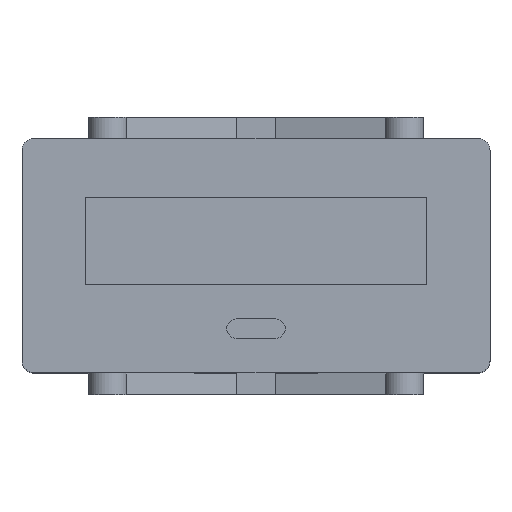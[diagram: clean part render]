
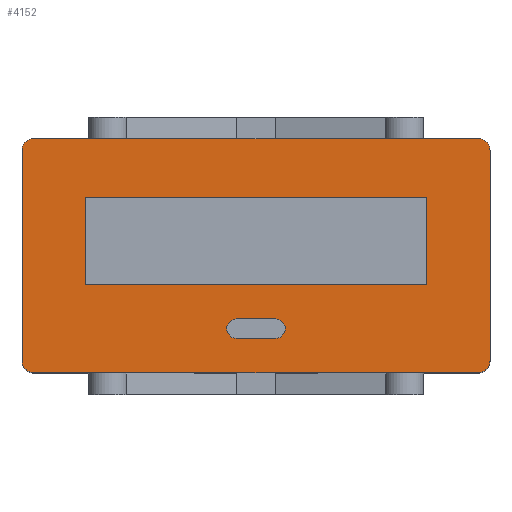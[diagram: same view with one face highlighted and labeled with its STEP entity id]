
A CAD part, top view. The second image highlights one B-rep face of the part: STEP entity #4152.
In plain terms, the highlighted planar face has unit normal (0, 0, 1).
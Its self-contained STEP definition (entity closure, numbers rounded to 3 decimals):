
#28=CIRCLE('',#4325,1.2);
#30=CIRCLE('',#4329,1.2);
#32=CIRCLE('',#4333,1.2);
#34=CIRCLE('',#4337,1.2);
#36=CIRCLE('',#4340,1.);
#37=CIRCLE('',#4341,1.);
#258=ORIENTED_EDGE('',*,*,#1092,.F.);
#259=ORIENTED_EDGE('',*,*,#1093,.F.);
#260=ORIENTED_EDGE('',*,*,#1094,.F.);
#261=ORIENTED_EDGE('',*,*,#1095,.F.);
#262=ORIENTED_EDGE('',*,*,#1096,.F.);
#263=ORIENTED_EDGE('',*,*,#1097,.F.);
#264=ORIENTED_EDGE('',*,*,#1098,.F.);
#265=ORIENTED_EDGE('',*,*,#1099,.F.);
#266=ORIENTED_EDGE('',*,*,#1068,.T.);
#267=ORIENTED_EDGE('',*,*,#1072,.T.);
#268=ORIENTED_EDGE('',*,*,#1075,.T.);
#269=ORIENTED_EDGE('',*,*,#1078,.T.);
#270=ORIENTED_EDGE('',*,*,#1081,.T.);
#271=ORIENTED_EDGE('',*,*,#1084,.T.);
#272=ORIENTED_EDGE('',*,*,#1087,.T.);
#273=ORIENTED_EDGE('',*,*,#1090,.T.);
#1068=EDGE_CURVE('',#1478,#1479,#1774,.T.);
#1072=EDGE_CURVE('',#1479,#1482,#28,.T.);
#1075=EDGE_CURVE('',#1482,#1484,#1779,.T.);
#1078=EDGE_CURVE('',#1484,#1486,#30,.T.);
#1081=EDGE_CURVE('',#1486,#1488,#1783,.T.);
#1084=EDGE_CURVE('',#1488,#1490,#32,.T.);
#1087=EDGE_CURVE('',#1490,#1492,#1787,.T.);
#1090=EDGE_CURVE('',#1492,#1478,#34,.T.);
#1092=EDGE_CURVE('',#1494,#1495,#36,.T.);
#1093=EDGE_CURVE('',#1496,#1494,#1790,.T.);
#1094=EDGE_CURVE('',#1497,#1496,#37,.T.);
#1095=EDGE_CURVE('',#1495,#1497,#1791,.T.);
#1096=EDGE_CURVE('',#1498,#1499,#1792,.T.);
#1097=EDGE_CURVE('',#1500,#1498,#1793,.T.);
#1098=EDGE_CURVE('',#1501,#1500,#1794,.T.);
#1099=EDGE_CURVE('',#1499,#1501,#1795,.T.);
#1478=VERTEX_POINT('',#5552);
#1479=VERTEX_POINT('',#5553);
#1482=VERTEX_POINT('',#5561);
#1484=VERTEX_POINT('',#5567);
#1486=VERTEX_POINT('',#5573);
#1488=VERTEX_POINT('',#5579);
#1490=VERTEX_POINT('',#5585);
#1492=VERTEX_POINT('',#5591);
#1494=VERTEX_POINT('',#5600);
#1495=VERTEX_POINT('',#5601);
#1496=VERTEX_POINT('',#5603);
#1497=VERTEX_POINT('',#5605);
#1498=VERTEX_POINT('',#5608);
#1499=VERTEX_POINT('',#5609);
#1500=VERTEX_POINT('',#5611);
#1501=VERTEX_POINT('',#5613);
#1774=LINE('',#5551,#2162);
#1779=LINE('',#5566,#2167);
#1783=LINE('',#5578,#2171);
#1787=LINE('',#5590,#2175);
#1790=LINE('',#5602,#2178);
#1791=LINE('',#5606,#2179);
#1792=LINE('',#5607,#2180);
#1793=LINE('',#5610,#2181);
#1794=LINE('',#5612,#2182);
#1795=LINE('',#5614,#2183);
#2162=VECTOR('',#4686,1000.);
#2167=VECTOR('',#4699,1000.);
#2171=VECTOR('',#4711,1000.);
#2175=VECTOR('',#4723,1000.);
#2178=VECTOR('',#4736,1000.);
#2179=VECTOR('',#4739,1000.);
#2180=VECTOR('',#4740,1000.);
#2181=VECTOR('',#4741,1000.);
#2182=VECTOR('',#4742,1000.);
#2183=VECTOR('',#4743,1000.);
#2479=EDGE_LOOP('',(#258,#259,#260,#261));
#2480=EDGE_LOOP('',(#262,#263,#264,#265));
#2481=EDGE_LOOP('',(#266,#267,#268,#269,#270,#271,#272,#273));
#2661=FACE_BOUND('',#2479,.T.);
#2662=FACE_BOUND('',#2480,.T.);
#2663=FACE_BOUND('',#2481,.T.);
#2835=PLANE('',#4339);
#4152=ADVANCED_FACE('',(#2661,#2662,#2663),#2835,.T.);
#4325=AXIS2_PLACEMENT_3D('',#5560,#4692,#4693);
#4329=AXIS2_PLACEMENT_3D('',#5572,#4704,#4705);
#4333=AXIS2_PLACEMENT_3D('',#5584,#4716,#4717);
#4337=AXIS2_PLACEMENT_3D('',#5596,#4728,#4729);
#4339=AXIS2_PLACEMENT_3D('',#5598,#4732,#4733);
#4340=AXIS2_PLACEMENT_3D('',#5599,#4734,#4735);
#4341=AXIS2_PLACEMENT_3D('',#5604,#4737,#4738);
#4686=DIRECTION('',(0.,-1.,0.));
#4692=DIRECTION('',(0.,0.,1.));
#4693=DIRECTION('',(1.,0.,0.));
#4699=DIRECTION('',(1.,0.,0.));
#4704=DIRECTION('',(0.,0.,1.));
#4705=DIRECTION('',(1.,0.,0.));
#4711=DIRECTION('',(0.,1.,0.));
#4716=DIRECTION('',(0.,0.,1.));
#4717=DIRECTION('',(1.,0.,0.));
#4723=DIRECTION('',(-1.,0.,0.));
#4728=DIRECTION('',(0.,0.,1.));
#4729=DIRECTION('',(1.,0.,0.));
#4732=DIRECTION('',(0.,0.,1.));
#4733=DIRECTION('',(1.,0.,0.));
#4734=DIRECTION('',(0.,0.,1.));
#4735=DIRECTION('',(1.,0.,0.));
#4736=DIRECTION('',(-1.,0.,0.));
#4737=DIRECTION('',(0.,0.,1.));
#4738=DIRECTION('',(1.,0.,0.));
#4739=DIRECTION('',(1.,0.,0.));
#4740=DIRECTION('',(0.,-1.,0.));
#4741=DIRECTION('',(-1.,0.,0.));
#4742=DIRECTION('',(0.,1.,0.));
#4743=DIRECTION('',(1.,0.,0.));
#5551=CARTESIAN_POINT('',(-24.,10.8,0.));
#5552=CARTESIAN_POINT('',(-24.,10.8,0.));
#5553=CARTESIAN_POINT('',(-24.,-10.8,0.));
#5560=CARTESIAN_POINT('',(-22.8,-10.8,0.));
#5561=CARTESIAN_POINT('',(-22.8,-12.,0.));
#5566=CARTESIAN_POINT('',(-22.8,-12.,0.));
#5567=CARTESIAN_POINT('',(22.8,-12.,0.));
#5572=CARTESIAN_POINT('',(22.8,-10.8,0.));
#5573=CARTESIAN_POINT('',(24.,-10.8,0.));
#5578=CARTESIAN_POINT('',(24.,-10.8,0.));
#5579=CARTESIAN_POINT('',(24.,10.8,0.));
#5584=CARTESIAN_POINT('',(22.8,10.8,0.));
#5585=CARTESIAN_POINT('',(22.8,12.,0.));
#5590=CARTESIAN_POINT('',(22.8,12.,0.));
#5591=CARTESIAN_POINT('',(-22.8,12.,0.));
#5596=CARTESIAN_POINT('',(-22.8,10.8,0.));
#5598=CARTESIAN_POINT('',(-22.8,-10.8,0.));
#5599=CARTESIAN_POINT('',(-2.,-7.5,0.));
#5600=CARTESIAN_POINT('',(-2.,-6.5,0.));
#5601=CARTESIAN_POINT('',(-2.,-8.5,0.));
#5602=CARTESIAN_POINT('',(2.,-6.5,0.));
#5603=CARTESIAN_POINT('',(2.,-6.5,0.));
#5604=CARTESIAN_POINT('',(2.,-7.5,0.));
#5605=CARTESIAN_POINT('',(2.,-8.5,0.));
#5606=CARTESIAN_POINT('',(-2.,-8.5,0.));
#5607=CARTESIAN_POINT('',(-17.5,6.,0.));
#5608=CARTESIAN_POINT('',(-17.5,6.,0.));
#5609=CARTESIAN_POINT('',(-17.5,-3.,0.));
#5610=CARTESIAN_POINT('',(17.5,6.,0.));
#5611=CARTESIAN_POINT('',(17.5,6.,0.));
#5612=CARTESIAN_POINT('',(17.5,-3.,0.));
#5613=CARTESIAN_POINT('',(17.5,-3.,0.));
#5614=CARTESIAN_POINT('',(-17.5,-3.,0.));
